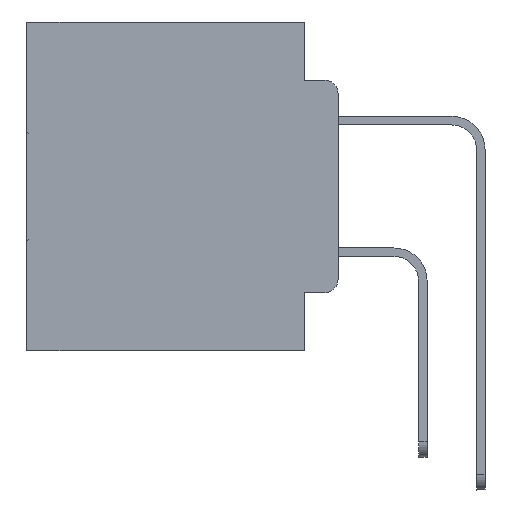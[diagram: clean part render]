
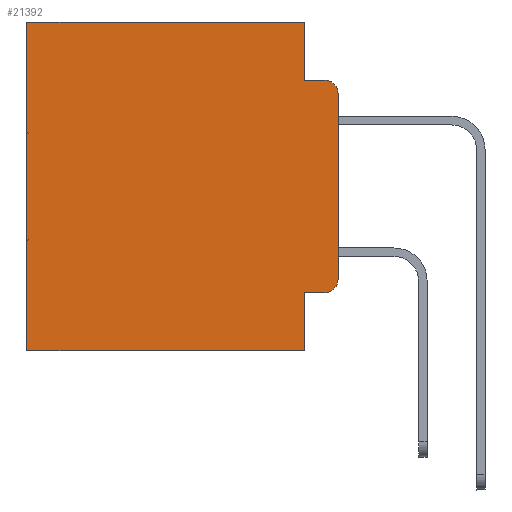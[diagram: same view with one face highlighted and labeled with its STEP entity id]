
A CAD part, left-side view. The second image highlights one B-rep face of the part: STEP entity #21392.
In plain terms, the highlighted planar face has unit normal (-1, 0, 0).
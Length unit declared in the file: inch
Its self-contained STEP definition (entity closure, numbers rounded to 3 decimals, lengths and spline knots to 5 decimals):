
#144 = DIRECTION ( 'NONE',  ( 0., 0., -1. ) ) ;
#779 = DIRECTION ( 'NONE',  ( 0., 0., -1. ) ) ;
#793 = VERTEX_POINT ( 'NONE', #1870 ) ;
#1140 = DIRECTION ( 'NONE',  ( 0., 0., -1. ) ) ;
#1870 = CARTESIAN_POINT ( 'NONE',  ( 0.298, 0.051, -0.5 ) ) ;
#1899 = CIRCLE ( 'NONE', #25811, 0.02 ) ;
#2282 = CARTESIAN_POINT ( 'NONE',  ( 0.298, 0.051, -0.4115 ) ) ;
#3139 = VECTOR ( 'NONE', #27889, 39.37008 ) ;
#4197 = CARTESIAN_POINT ( 'NONE',  ( 0.298, 0.473, -0.5 ) ) ;
#4512 = VERTEX_POINT ( 'NONE', #34171 ) ;
#4972 = EDGE_CURVE ( 'NONE', #21477, #26518, #22054, .T. ) ;
#5058 = EDGE_CURVE ( 'NONE', #26672, #793, #6003, .T. ) ;
#5335 = EDGE_CURVE ( 'NONE', #19276, #29993, #10284, .T. ) ;
#5723 = EDGE_CURVE ( 'NONE', #6313, #19730, #26182, .T. ) ;
#5992 = PLANE ( 'NONE',  #9415 ) ;
#6003 = LINE ( 'NONE', #23233, #19519 ) ;
#6313 = VERTEX_POINT ( 'NONE', #30397 ) ;
#6393 = CARTESIAN_POINT ( 'NONE',  ( 0.298, 0., 0. ) ) ;
#7083 = EDGE_LOOP ( 'NONE', ( #26971, #22824, #9792, #8486, #13959, #19413, #13925, #34232, #17716, #15179 ) ) ;
#8486 = ORIENTED_EDGE ( 'NONE', *, *, #5723, .F. ) ;
#9415 = AXIS2_PLACEMENT_3D ( 'NONE', #27496, #11504, #30158 ) ;
#9792 = ORIENTED_EDGE ( 'NONE', *, *, #30235, .F. ) ;
#10284 = LINE ( 'NONE', #32319, #30713 ) ;
#11227 = VECTOR ( 'NONE', #17921, 39.37008 ) ;
#11504 = DIRECTION ( 'NONE',  ( 1., 0., 0. ) ) ;
#12283 = CARTESIAN_POINT ( 'NONE',  ( 0.298, 0.051, -0.4115 ) ) ;
#12890 = VECTOR ( 'NONE', #14987, 39.37008 ) ;
#13710 = VERTEX_POINT ( 'NONE', #26696 ) ;
#13925 = ORIENTED_EDGE ( 'NONE', *, *, #26431, .F. ) ;
#13959 = ORIENTED_EDGE ( 'NONE', *, *, #29369, .T. ) ;
#14293 = CARTESIAN_POINT ( 'NONE',  ( 0.298, 0., -0.3915 ) ) ;
#14420 = CARTESIAN_POINT ( 'NONE',  ( 0.298, 0.473, 0. ) ) ;
#14624 = FACE_OUTER_BOUND ( 'NONE', #7083, .T. ) ;
#14987 = DIRECTION ( 'NONE',  ( 0., -1., 0. ) ) ;
#14990 = CARTESIAN_POINT ( 'NONE',  ( 0.298, 0.051, -0.0885 ) ) ;
#15179 = ORIENTED_EDGE ( 'NONE', *, *, #18283, .T. ) ;
#16471 = DIRECTION ( 'NONE',  ( -1., 0., 0. ) ) ;
#17081 = DIRECTION ( 'NONE',  ( -1., 0., 0. ) ) ;
#17208 = CARTESIAN_POINT ( 'NONE',  ( 0.298, 0.051, 0. ) ) ;
#17262 = CARTESIAN_POINT ( 'NONE',  ( 0.298, 0., -0.5 ) ) ;
#17379 = DIRECTION ( 'NONE',  ( 0., 1., 0. ) ) ;
#17716 = ORIENTED_EDGE ( 'NONE', *, *, #30152, .T. ) ;
#17921 = DIRECTION ( 'NONE',  ( 0., -1., 0. ) ) ;
#18283 = EDGE_CURVE ( 'NONE', #4512, #29993, #31535, .T. ) ;
#19068 = VECTOR ( 'NONE', #19974, 39.37008 ) ;
#19276 = VERTEX_POINT ( 'NONE', #34333 ) ;
#19413 = ORIENTED_EDGE ( 'NONE', *, *, #4972, .T. ) ;
#19519 = VECTOR ( 'NONE', #21722, 39.37008 ) ;
#19730 = VERTEX_POINT ( 'NONE', #14990 ) ;
#19974 = DIRECTION ( 'NONE',  ( 0., 0., -1. ) ) ;
#21225 = VECTOR ( 'NONE', #1140, 39.37008 ) ;
#21392 = ADVANCED_FACE ( 'NONE', ( #14624 ), #5992, .F. ) ;
#21477 = VERTEX_POINT ( 'NONE', #14420 ) ;
#21722 = DIRECTION ( 'NONE',  ( 0., 0., -1. ) ) ;
#22054 = LINE ( 'NONE', #27047, #21225 ) ;
#22824 = ORIENTED_EDGE ( 'NONE', *, *, #29178, .T. ) ;
#23233 = CARTESIAN_POINT ( 'NONE',  ( 0.298, 0.051, 0. ) ) ;
#25811 = AXIS2_PLACEMENT_3D ( 'NONE', #32339, #16471, #144 ) ;
#26182 = LINE ( 'NONE', #17208, #19068 ) ;
#26431 = EDGE_CURVE ( 'NONE', #793, #26518, #29264, .T. ) ;
#26518 = VERTEX_POINT ( 'NONE', #4197 ) ;
#26672 = VERTEX_POINT ( 'NONE', #2282 ) ;
#26696 = CARTESIAN_POINT ( 'NONE',  ( 0.298, 0.02, -0.0885 ) ) ;
#26971 = ORIENTED_EDGE ( 'NONE', *, *, #5335, .F. ) ;
#27047 = CARTESIAN_POINT ( 'NONE',  ( 0.298, 0.473, 0. ) ) ;
#27496 = CARTESIAN_POINT ( 'NONE',  ( 0.298, 0., 0. ) ) ;
#27619 = VECTOR ( 'NONE', #17379, 39.37008 ) ;
#27889 = DIRECTION ( 'NONE',  ( 0., 1., 0. ) ) ;
#29178 = EDGE_CURVE ( 'NONE', #19276, #13710, #1899, .T. ) ;
#29264 = LINE ( 'NONE', #17262, #27619 ) ;
#29369 = EDGE_CURVE ( 'NONE', #6313, #21477, #31698, .T. ) ;
#29993 = VERTEX_POINT ( 'NONE', #14293 ) ;
#30152 = EDGE_CURVE ( 'NONE', #26672, #4512, #34039, .T. ) ;
#30158 = DIRECTION ( 'NONE',  ( 0., 0., -1. ) ) ;
#30235 = EDGE_CURVE ( 'NONE', #19730, #13710, #32426, .T. ) ;
#30383 = AXIS2_PLACEMENT_3D ( 'NONE', #32916, #17081, #779 ) ;
#30397 = CARTESIAN_POINT ( 'NONE',  ( 0.298, 0.051, 0. ) ) ;
#30713 = VECTOR ( 'NONE', #32547, 39.37008 ) ;
#31535 = CIRCLE ( 'NONE', #30383, 0.02 ) ;
#31698 = LINE ( 'NONE', #6393, #3139 ) ;
#32319 = CARTESIAN_POINT ( 'NONE',  ( 0.298, 0., 0. ) ) ;
#32339 = CARTESIAN_POINT ( 'NONE',  ( 0.298, 0.02, -0.1085 ) ) ;
#32426 = LINE ( 'NONE', #33737, #11227 ) ;
#32547 = DIRECTION ( 'NONE',  ( 0., 0., -1. ) ) ;
#32916 = CARTESIAN_POINT ( 'NONE',  ( 0.298, 0.02, -0.3915 ) ) ;
#33737 = CARTESIAN_POINT ( 'NONE',  ( 0.298, 0.051, -0.0885 ) ) ;
#34039 = LINE ( 'NONE', #12283, #12890 ) ;
#34171 = CARTESIAN_POINT ( 'NONE',  ( 0.298, 0.02, -0.4115 ) ) ;
#34232 = ORIENTED_EDGE ( 'NONE', *, *, #5058, .F. ) ;
#34333 = CARTESIAN_POINT ( 'NONE',  ( 0.298, 0., -0.1085 ) ) ;
